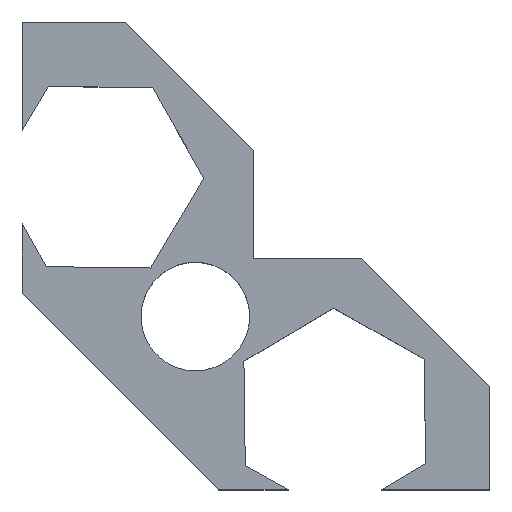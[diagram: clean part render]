
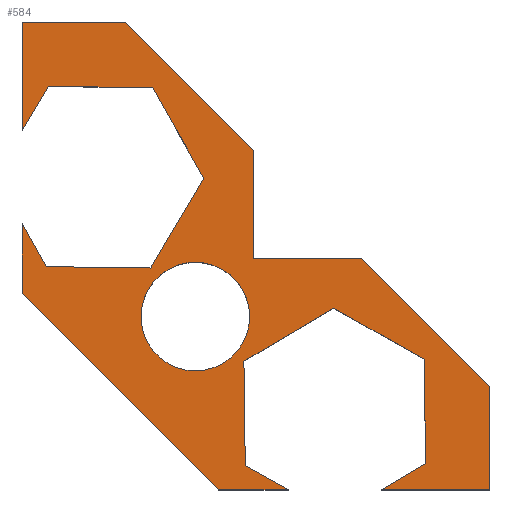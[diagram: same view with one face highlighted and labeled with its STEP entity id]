
A CAD part, top view. The second image highlights one B-rep face of the part: STEP entity #584.
In plain terms, the highlighted planar face has unit normal (0, 0, 1).
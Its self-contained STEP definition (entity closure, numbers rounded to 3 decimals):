
#16=FACE_BOUND('',#52,.T.);
#18=CIRCLE('',#629,3.);
#21=FACE_OUTER_BOUND('',#51,.T.);
#51=EDGE_LOOP('',(#390,#391,#392,#393,#394,#395,#396,#397,#398,#399,#400,
#401,#402,#403,#404,#405,#406,#407,#408,#409,#410,#411,#412,#413,#414,#415,
#416));
#52=EDGE_LOOP('',(#417));
#82=LINE('',#811,#164);
#86=LINE('',#820,#168);
#87=LINE('',#822,#169);
#88=LINE('',#824,#170);
#89=LINE('',#826,#171);
#90=LINE('',#828,#172);
#91=LINE('',#830,#173);
#92=LINE('',#832,#174);
#93=LINE('',#834,#175);
#94=LINE('',#836,#176);
#95=LINE('',#838,#177);
#96=LINE('',#840,#178);
#97=LINE('',#842,#179);
#98=LINE('',#844,#180);
#99=LINE('',#846,#181);
#100=LINE('',#847,#182);
#101=LINE('',#849,#183);
#102=LINE('',#851,#184);
#103=LINE('',#853,#185);
#104=LINE('',#855,#186);
#105=LINE('',#857,#187);
#106=LINE('',#859,#188);
#107=LINE('',#861,#189);
#108=LINE('',#863,#190);
#109=LINE('',#865,#191);
#110=LINE('',#867,#192);
#111=LINE('',#868,#193);
#164=VECTOR('',#663,10.);
#168=VECTOR('',#669,20.);
#169=VECTOR('',#670,20.);
#170=VECTOR('',#671,20.);
#171=VECTOR('',#672,20.);
#172=VECTOR('',#673,10.);
#173=VECTOR('',#674,10.);
#174=VECTOR('',#675,10.);
#175=VECTOR('',#676,10.);
#176=VECTOR('',#677,10.);
#177=VECTOR('',#678,10.);
#178=VECTOR('',#679,10.);
#179=VECTOR('',#680,10.);
#180=VECTOR('',#681,10.);
#181=VECTOR('',#682,10.);
#182=VECTOR('',#683,10.);
#183=VECTOR('',#684,10.);
#184=VECTOR('',#685,10.);
#185=VECTOR('',#686,10.);
#186=VECTOR('',#687,10.);
#187=VECTOR('',#688,10.);
#188=VECTOR('',#689,10.);
#189=VECTOR('',#690,10.);
#190=VECTOR('',#691,10.);
#191=VECTOR('',#692,10.);
#192=VECTOR('',#693,10.);
#193=VECTOR('',#694,10.);
#246=VERTEX_POINT('',#809);
#247=VERTEX_POINT('',#810);
#250=VERTEX_POINT('',#818);
#251=VERTEX_POINT('',#819);
#252=VERTEX_POINT('',#821);
#253=VERTEX_POINT('',#823);
#254=VERTEX_POINT('',#825);
#255=VERTEX_POINT('',#827);
#256=VERTEX_POINT('',#829);
#257=VERTEX_POINT('',#831);
#258=VERTEX_POINT('',#833);
#259=VERTEX_POINT('',#835);
#260=VERTEX_POINT('',#837);
#261=VERTEX_POINT('',#839);
#262=VERTEX_POINT('',#841);
#263=VERTEX_POINT('',#843);
#264=VERTEX_POINT('',#845);
#265=VERTEX_POINT('',#848);
#266=VERTEX_POINT('',#850);
#267=VERTEX_POINT('',#852);
#268=VERTEX_POINT('',#854);
#269=VERTEX_POINT('',#856);
#270=VERTEX_POINT('',#858);
#271=VERTEX_POINT('',#860);
#272=VERTEX_POINT('',#862);
#273=VERTEX_POINT('',#864);
#274=VERTEX_POINT('',#866);
#275=VERTEX_POINT('',#869);
#302=EDGE_CURVE('',#246,#247,#82,.T.);
#306=EDGE_CURVE('',#250,#251,#86,.T.);
#307=EDGE_CURVE('',#251,#252,#87,.T.);
#308=EDGE_CURVE('',#252,#253,#88,.T.);
#309=EDGE_CURVE('',#253,#254,#89,.T.);
#310=EDGE_CURVE('',#254,#255,#90,.T.);
#311=EDGE_CURVE('',#255,#256,#91,.T.);
#312=EDGE_CURVE('',#256,#257,#92,.T.);
#313=EDGE_CURVE('',#257,#258,#93,.T.);
#314=EDGE_CURVE('',#258,#259,#94,.T.);
#315=EDGE_CURVE('',#259,#260,#95,.T.);
#316=EDGE_CURVE('',#260,#261,#96,.T.);
#317=EDGE_CURVE('',#261,#262,#97,.T.);
#318=EDGE_CURVE('',#262,#263,#98,.T.);
#319=EDGE_CURVE('',#263,#264,#99,.T.);
#320=EDGE_CURVE('',#264,#246,#100,.T.);
#321=EDGE_CURVE('',#265,#247,#101,.T.);
#322=EDGE_CURVE('',#266,#265,#102,.T.);
#323=EDGE_CURVE('',#267,#266,#103,.T.);
#324=EDGE_CURVE('',#267,#268,#104,.T.);
#325=EDGE_CURVE('',#268,#269,#105,.T.);
#326=EDGE_CURVE('',#269,#270,#106,.T.);
#327=EDGE_CURVE('',#270,#271,#107,.T.);
#328=EDGE_CURVE('',#272,#271,#108,.T.);
#329=EDGE_CURVE('',#273,#272,#109,.T.);
#330=EDGE_CURVE('',#274,#273,#110,.T.);
#331=EDGE_CURVE('',#250,#274,#111,.T.);
#332=EDGE_CURVE('',#275,#275,#18,.T.);
#390=ORIENTED_EDGE('',*,*,#306,.T.);
#391=ORIENTED_EDGE('',*,*,#307,.T.);
#392=ORIENTED_EDGE('',*,*,#308,.T.);
#393=ORIENTED_EDGE('',*,*,#309,.T.);
#394=ORIENTED_EDGE('',*,*,#310,.T.);
#395=ORIENTED_EDGE('',*,*,#311,.T.);
#396=ORIENTED_EDGE('',*,*,#312,.T.);
#397=ORIENTED_EDGE('',*,*,#313,.T.);
#398=ORIENTED_EDGE('',*,*,#314,.T.);
#399=ORIENTED_EDGE('',*,*,#315,.T.);
#400=ORIENTED_EDGE('',*,*,#316,.T.);
#401=ORIENTED_EDGE('',*,*,#317,.T.);
#402=ORIENTED_EDGE('',*,*,#318,.T.);
#403=ORIENTED_EDGE('',*,*,#319,.T.);
#404=ORIENTED_EDGE('',*,*,#320,.T.);
#405=ORIENTED_EDGE('',*,*,#302,.T.);
#406=ORIENTED_EDGE('',*,*,#321,.F.);
#407=ORIENTED_EDGE('',*,*,#322,.F.);
#408=ORIENTED_EDGE('',*,*,#323,.F.);
#409=ORIENTED_EDGE('',*,*,#324,.T.);
#410=ORIENTED_EDGE('',*,*,#325,.T.);
#411=ORIENTED_EDGE('',*,*,#326,.T.);
#412=ORIENTED_EDGE('',*,*,#327,.T.);
#413=ORIENTED_EDGE('',*,*,#328,.F.);
#414=ORIENTED_EDGE('',*,*,#329,.F.);
#415=ORIENTED_EDGE('',*,*,#330,.F.);
#416=ORIENTED_EDGE('',*,*,#331,.F.);
#417=ORIENTED_EDGE('',*,*,#332,.T.);
#555=PLANE('',#628);
#584=ADVANCED_FACE('',(#21,#16),#555,.T.);
#628=AXIS2_PLACEMENT_3D('',#817,#667,#668);
#629=AXIS2_PLACEMENT_3D('',#870,#695,#696);
#663=DIRECTION('',(0.707,-0.707,0.));
#667=DIRECTION('center_axis',(0.,0.,1.));
#668=DIRECTION('ref_axis',(1.,0.,0.));
#669=DIRECTION('',(-0.707,0.707,0.));
#670=DIRECTION('',(-1.,0.,0.));
#671=DIRECTION('',(0.,1.,0.));
#672=DIRECTION('',(-0.707,0.707,0.));
#673=DIRECTION('',(-1.,0.,0.));
#674=DIRECTION('',(0.,-1.,0.));
#675=DIRECTION('',(0.511,0.86,0.));
#676=DIRECTION('',(1.,-0.012,0.));
#677=DIRECTION('',(1.,-0.004,0.));
#678=DIRECTION('',(0.491,-0.871,0.));
#679=DIRECTION('',(-0.509,-0.861,0.));
#680=DIRECTION('',(-1.,0.015,0.));
#681=DIRECTION('',(-1.,0.012,0.));
#682=DIRECTION('',(-0.489,0.872,0.));
#683=DIRECTION('',(0.,-1.,0.));
#684=DIRECTION('',(-1.,0.,0.));
#685=DIRECTION('',(0.872,-0.489,0.));
#686=DIRECTION('',(0.012,-1.,0.));
#687=DIRECTION('',(-0.015,1.,0.));
#688=DIRECTION('',(0.861,0.509,0.));
#689=DIRECTION('',(0.871,-0.491,0.));
#690=DIRECTION('',(0.004,-1.,0.));
#691=DIRECTION('',(-0.012,1.,0.));
#692=DIRECTION('',(0.86,0.511,0.));
#693=DIRECTION('',(-1.,0.,0.));
#694=DIRECTION('',(0.,-1.,0.));
#695=DIRECTION('center_axis',(0.,0.,-1.));
#696=DIRECTION('ref_axis',(-1.,0.,0.));
#809=CARTESIAN_POINT('',(-40.571,0.471,6.5));
#810=CARTESIAN_POINT('',(-29.729,-10.371,6.5));
#811=CARTESIAN_POINT('',(-40.571,0.471,6.5));
#817=CARTESIAN_POINT('Origin',(-24.8,5.4,6.5));
#818=CARTESIAN_POINT('',(-14.729,-4.671,6.5));
#819=CARTESIAN_POINT('',(-21.8,2.4,6.5));
#820=CARTESIAN_POINT('',(-21.8,2.4,6.5));
#821=CARTESIAN_POINT('',(-27.8,2.4,6.5));
#822=CARTESIAN_POINT('',(-27.8,2.4,6.5));
#823=CARTESIAN_POINT('',(-27.8,8.4,6.5));
#824=CARTESIAN_POINT('',(-27.8,2.4,6.5));
#825=CARTESIAN_POINT('',(-34.871,15.471,6.5));
#826=CARTESIAN_POINT('',(-27.8,8.4,6.5));
#827=CARTESIAN_POINT('',(-40.571,15.471,6.5));
#828=CARTESIAN_POINT('',(-34.871,15.471,6.5));
#829=CARTESIAN_POINT('',(-40.571,9.46,6.5));
#830=CARTESIAN_POINT('',(-40.571,15.471,6.5));
#831=CARTESIAN_POINT('',(-39.114,11.914,6.5));
#832=CARTESIAN_POINT('',(-42.05,6.97,6.5));
#833=CARTESIAN_POINT('',(-34.871,11.863,6.5));
#834=CARTESIAN_POINT('',(-39.114,11.914,6.5));
#835=CARTESIAN_POINT('',(-33.362,11.857,6.5));
#836=CARTESIAN_POINT('',(-29.824,11.844,6.5));
#837=CARTESIAN_POINT('',(-30.535,6.838,6.5));
#838=CARTESIAN_POINT('',(-30.95,7.576,6.5));
#839=CARTESIAN_POINT('',(-33.468,1.881,6.5));
#840=CARTESIAN_POINT('',(-30.107,7.562,6.5));
#841=CARTESIAN_POINT('',(-34.871,1.903,6.5));
#842=CARTESIAN_POINT('',(-29.162,1.815,6.5));
#843=CARTESIAN_POINT('',(-39.235,1.956,6.5));
#844=CARTESIAN_POINT('',(-33.486,1.886,6.5));
#845=CARTESIAN_POINT('',(-40.571,4.336,6.5));
#846=CARTESIAN_POINT('',(-39.235,1.956,6.5));
#847=CARTESIAN_POINT('',(-40.571,15.471,6.5));
#848=CARTESIAN_POINT('',(-25.864,-10.371,6.5));
#849=CARTESIAN_POINT('',(-14.729,-10.371,6.5));
#850=CARTESIAN_POINT('',(-28.244,-9.035,6.5));
#851=CARTESIAN_POINT('',(-28.244,-9.035,6.5));
#852=CARTESIAN_POINT('',(-28.297,-4.671,6.5));
#853=CARTESIAN_POINT('',(-28.314,-3.286,6.5));
#854=CARTESIAN_POINT('',(-28.319,-3.268,6.5));
#855=CARTESIAN_POINT('',(-28.374,0.337,6.5));
#856=CARTESIAN_POINT('',(-23.362,-0.335,6.5));
#857=CARTESIAN_POINT('',(-25.116,-1.373,6.5));
#858=CARTESIAN_POINT('',(-18.343,-3.162,6.5));
#859=CARTESIAN_POINT('',(-25.134,0.663,6.5));
#860=CARTESIAN_POINT('',(-18.337,-4.671,6.5));
#861=CARTESIAN_POINT('',(-18.358,1.131,6.5));
#862=CARTESIAN_POINT('',(-18.286,-8.914,6.5));
#863=CARTESIAN_POINT('',(-18.286,-8.914,6.5));
#864=CARTESIAN_POINT('',(-20.74,-10.371,6.5));
#865=CARTESIAN_POINT('',(-23.23,-11.85,6.5));
#866=CARTESIAN_POINT('',(-14.729,-10.371,6.5));
#867=CARTESIAN_POINT('',(-14.729,-10.371,6.5));
#868=CARTESIAN_POINT('',(-14.729,-4.671,6.5));
#869=CARTESIAN_POINT('',(-28.,-0.8,6.5));
#870=CARTESIAN_POINT('Origin',(-31.,-0.8,6.5));
